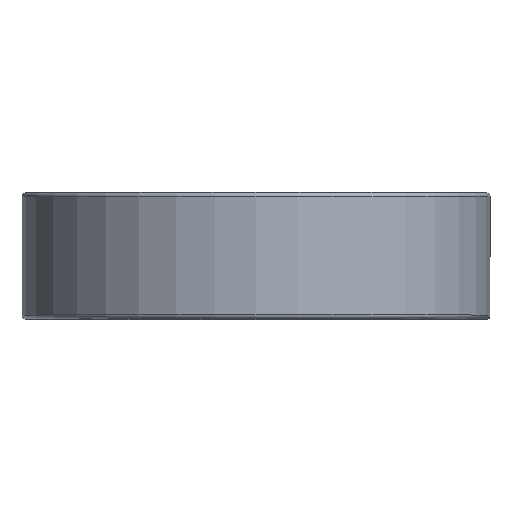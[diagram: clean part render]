
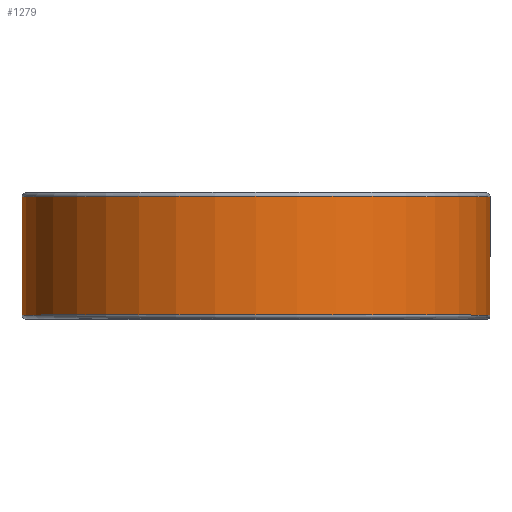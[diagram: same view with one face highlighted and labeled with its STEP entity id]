
A CAD part, top view. The second image highlights one B-rep face of the part: STEP entity #1279.
In plain terms, the highlighted cylindrical face has radius 44.082 mm (diameter 88.163 mm), a partial arc.
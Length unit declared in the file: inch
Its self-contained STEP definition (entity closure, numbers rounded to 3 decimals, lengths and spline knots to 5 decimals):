
#160 = VERTEX_POINT ( 'NONE', #1747 ) ;
#164 = DIRECTION ( 'NONE',  ( 0., -1., 0. ) ) ;
#172 = AXIS2_PLACEMENT_3D ( 'NONE', #1439, #268, #1628 ) ;
#189 = ORIENTED_EDGE ( 'NONE', *, *, #1323, .F. ) ;
#259 = VERTEX_POINT ( 'NONE', #1019 ) ;
#268 = DIRECTION ( 'NONE',  ( 0., -1., 0. ) ) ;
#348 = EDGE_CURVE ( 'NONE', #259, #743, #1789, .T. ) ;
#355 = VECTOR ( 'NONE', #1194, 39.37008 ) ;
#360 = LINE ( 'NONE', #404, #355 ) ;
#382 = ORIENTED_EDGE ( 'NONE', *, *, #348, .T. ) ;
#391 = CARTESIAN_POINT ( 'NONE',  ( 0., -0.43875, 0. ) ) ;
#394 = CIRCLE ( 'NONE', #425, 1.7355 ) ;
#404 = CARTESIAN_POINT ( 'NONE',  ( 0., 0.43875, -1.7355 ) ) ;
#409 = CYLINDRICAL_SURFACE ( 'NONE', #708, 1.7355 ) ;
#425 = AXIS2_PLACEMENT_3D ( 'NONE', #391, #1743, #613 ) ;
#459 = CARTESIAN_POINT ( 'NONE',  ( 1.7355, 0.43875, 0. ) ) ;
#492 = FACE_OUTER_BOUND ( 'NONE', #2272, .T. ) ;
#580 = ORIENTED_EDGE ( 'NONE', *, *, #1403, .F. ) ;
#613 = DIRECTION ( 'NONE',  ( 0., 0., -1. ) ) ;
#708 = AXIS2_PLACEMENT_3D ( 'NONE', #1348, #164, #2271 ) ;
#743 = VERTEX_POINT ( 'NONE', #459 ) ;
#841 = VERTEX_POINT ( 'NONE', #1905 ) ;
#1019 = CARTESIAN_POINT ( 'NONE',  ( 1.7355, -0.43875, 0. ) ) ;
#1185 = DIRECTION ( 'NONE',  ( 0., 1., 0. ) ) ;
#1194 = DIRECTION ( 'NONE',  ( 0., 1., 0. ) ) ;
#1279 = ADVANCED_FACE ( 'NONE', ( #492 ), #409, .T. ) ;
#1323 = EDGE_CURVE ( 'NONE', #259, #841, #394, .T. ) ;
#1325 = CARTESIAN_POINT ( 'NONE',  ( 1.7355, 0.43875, 0. ) ) ;
#1348 = CARTESIAN_POINT ( 'NONE',  ( 0., 0.4375, 0. ) ) ;
#1403 = EDGE_CURVE ( 'NONE', #841, #160, #360, .T. ) ;
#1439 = CARTESIAN_POINT ( 'NONE',  ( 0., 0.43875, 0. ) ) ;
#1485 = CIRCLE ( 'NONE', #172, 1.7355 ) ;
#1628 = DIRECTION ( 'NONE',  ( 0., 0., -1. ) ) ;
#1743 = DIRECTION ( 'NONE',  ( 0., -1., 0. ) ) ;
#1747 = CARTESIAN_POINT ( 'NONE',  ( 0., 0.43875, -1.7355 ) ) ;
#1789 = LINE ( 'NONE', #1325, #2226 ) ;
#1900 = EDGE_CURVE ( 'NONE', #743, #160, #1485, .T. ) ;
#1905 = CARTESIAN_POINT ( 'NONE',  ( 0., -0.43875, -1.7355 ) ) ;
#2226 = VECTOR ( 'NONE', #1185, 39.37008 ) ;
#2271 = DIRECTION ( 'NONE',  ( 0., 0., -1. ) ) ;
#2272 = EDGE_LOOP ( 'NONE', ( #382, #2292, #580, #189 ) ) ;
#2292 = ORIENTED_EDGE ( 'NONE', *, *, #1900, .T. ) ;
